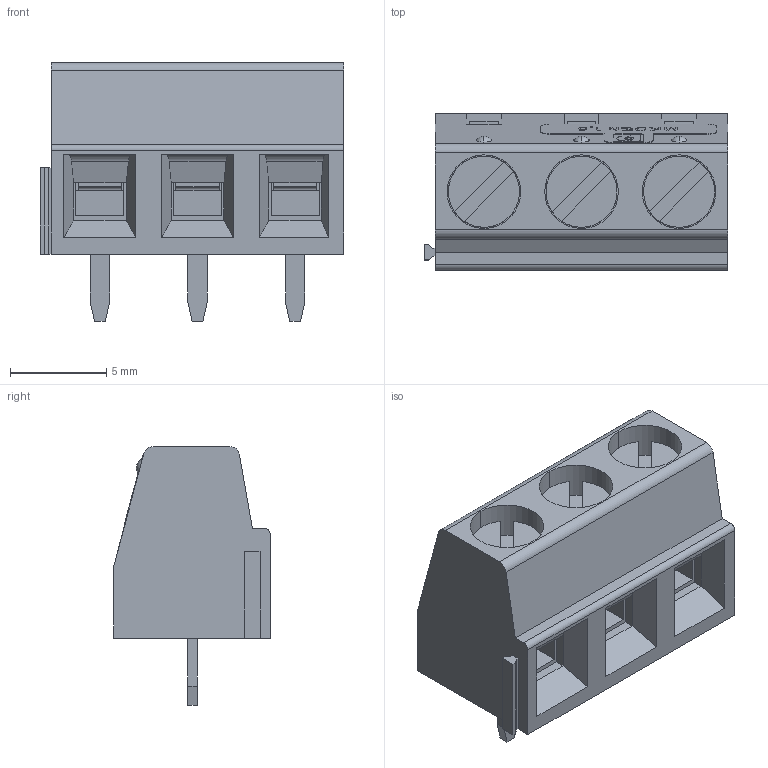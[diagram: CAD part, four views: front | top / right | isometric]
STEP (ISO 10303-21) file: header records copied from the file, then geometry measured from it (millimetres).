
FILE_DESCRIPTION(('STEP AP214'),'1');
FILE_NAME('cctmp_42ADE847-6CDD-45DD-A489-35E9737EE7F4_2023_06_14_11_48_02_0927_13052..stp','2023-06-14T11:48:03',('PHOENIX CONTACT Deutschland GmbH'),('CADClick - www.CADClick.com'),'Spatial InterOp 3D',' ','unknown authorization');
FILE_SCHEMA(('AUTOMOTIVE_DESIGN'));
Length unit declared in the file: millimetre
Products named in the file (11): 2023_06_14_11_48_02_0442; 2023_06_14_11_48_02_0927; 2023_06_14_11_48_02_0911; 2023_06_14_11_48_02_0895; 2023_06_14_11_48_02_0880; 2023_06_14_11_48_02_0864; 2023_06_14_11_48_02_0848; 2023_06_14_11_48_02_0833; 2023_06_14_11_48_02_0817; 2023_06_14_11_48_02_0801; 2023_06_14_11_48_02_0770
Assembly tree (10 placements, depth 2):
  2023_06_14_11_48_02_0442
    2023_06_14_11_48_02_0927
    2023_06_14_11_48_02_0911
    2023_06_14_11_48_02_0895
    2023_06_14_11_48_02_0880
    2023_06_14_11_48_02_0864
    2023_06_14_11_48_02_0848
    2023_06_14_11_48_02_0833
    2023_06_14_11_48_02_0817
    2023_06_14_11_48_02_0801
    2023_06_14_11_48_02_0770
Bounding box: 15.8 x 8.15 x 13.47 mm (x, y, z)
Volume: 778 mm3; surface area: 2033.8 mm2
Topology: 10 solids, 10 shells, 628 faces, 1737 edges, 1146 vertices
Faces by surface type: plane 529, cylinder 86, sphere 8, extrusion 5
Entity records: 27916 total; most frequent: CARTESIAN_POINT 3781, ORIENTED_EDGE 3474, DIRECTION 3223, EDGE_CURVE 1737, VECTOR 1509, LINE 1504, VERTEX_POINT 1146, STYLED_ITEM 1139
